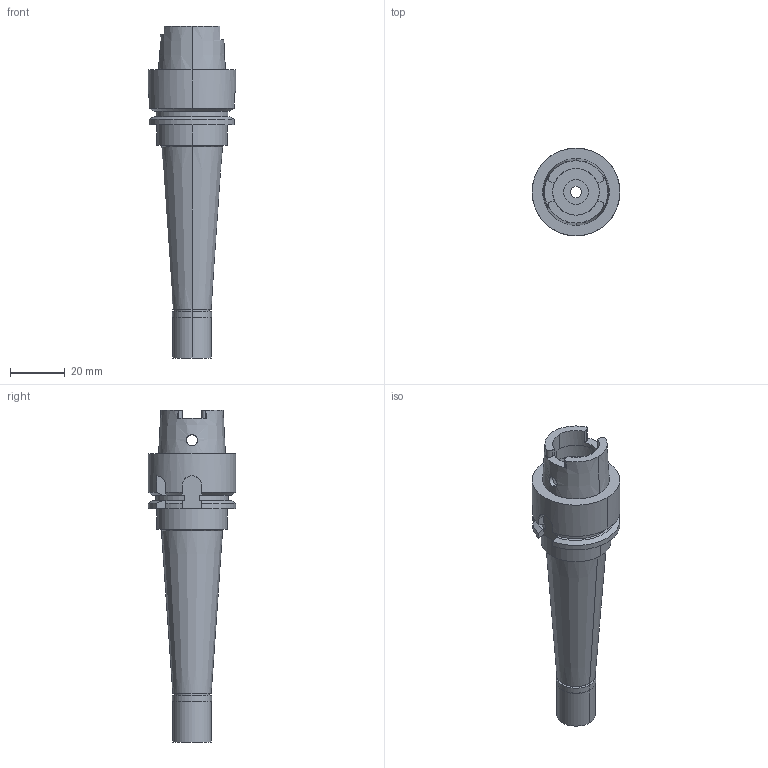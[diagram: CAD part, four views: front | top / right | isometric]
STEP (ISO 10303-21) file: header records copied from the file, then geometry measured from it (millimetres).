
FILE_DESCRIPTION((''),'2;1');
FILE_NAME('HSK-A32-MEGA6S-105T-060_ASM','2018-12-03T',('ykawabe'),(''),'CREO PARAMETRIC BY PTC INC, 2016380','CREO PARAMETRIC BY PTC INC, 2016380','');
FILE_SCHEMA(('AUTOMOTIVE_DESIGN { 1 0 10303 214 1 1 1 1 }'));
Length unit declared in the file: millimetre
Products named in the file (5): HSK-A32-MEGA6S-105T_1; NBC6S-6AA_1; MGN6S_1; DXF_TEMP_ASSY_ASM_4_ASM; HSK-A32-MEGA6S-105T-060_ASM
Assembly tree (4 placements, depth 3):
  HSK-A32-MEGA6S-105T-060_ASM
    DXF_TEMP_ASSY_ASM_4_ASM
      HSK-A32-MEGA6S-105T_1
      NBC6S-6AA_1
      MGN6S_1
Bounding box: 32 x 32 x 121 mm (x, y, z)
Volume: 34821.7 mm3; surface area: 15294.4 mm2
Topology: 3 solids, 3 shells, 147 faces, 369 edges, 239 vertices
Faces by surface type: cylinder 65, plane 50, cone 30, torus 2
Entity records: 6547 total; most frequent: CARTESIAN_POINT 1013, DIRECTION 848, ORIENTED_EDGE 738, PRESENTATION_STYLE_ASSIGNMENT 377, STYLED_ITEM 377, CURVE_STYLE 374, EDGE_CURVE 369, AXIS2_PLACEMENT_3D 341
